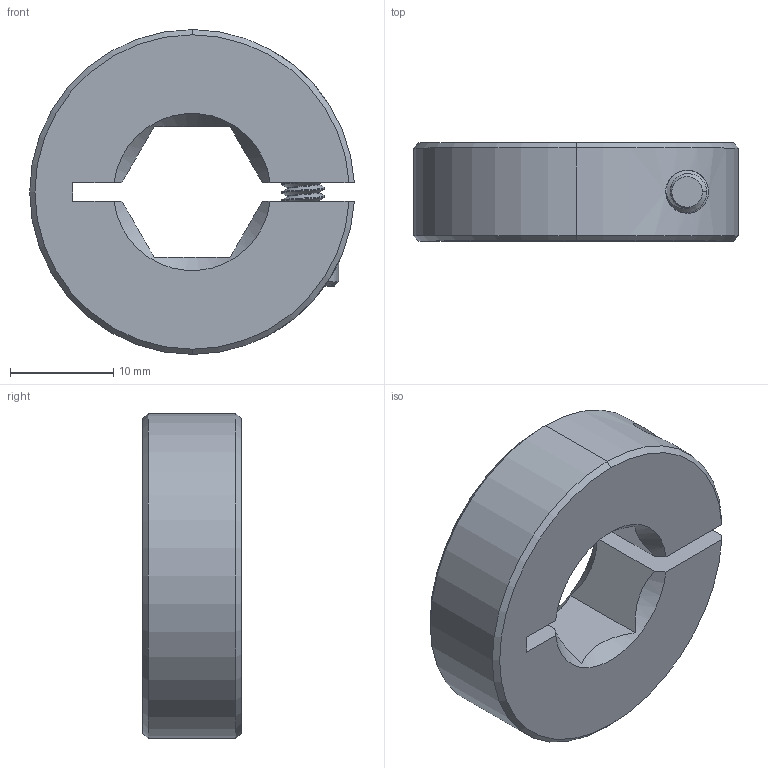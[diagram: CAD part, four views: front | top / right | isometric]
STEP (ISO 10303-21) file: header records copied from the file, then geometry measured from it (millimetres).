
FILE_DESCRIPTION (( 'STEP AP214' ), '1' );
FILE_NAME ('am-1238 Collar Clamp, 0.5'''' Hex Bore, Aluminum REV2.STEP', '2018-07-11T22:01:52', ( '' ), ( '' ), 'SwSTEP 2.0', 'SolidWorks 2018', '' );
FILE_SCHEMA (( 'AUTOMOTIVE_DESIGN' ));
Length unit declared in the file: inch
Products named in the file (3): am-1238 Screw Only_91251A194; am-1238 Collar Clamp, 0.5'''' Hex Bore, Aluminum REV2; am-1238 Clamp Only
Assembly tree (2 placements, depth 2):
  am-1238 Collar Clamp, 0.5'''' Hex Bore, Aluminum REV2
    am-1238 Clamp Only
    am-1238 Screw Only_91251A194
Bounding box: 31.47 x 9.53 x 31.5 mm (x, y, z)
Volume: 5602.5 mm3; surface area: 3388.1 mm2
Topology: 2 solids, 2 shells, 126 faces, 336 edges, 217 vertices
Faces by surface type: cylinder 76, cone 24, plane 24, bspline 2
Entity records: 5871 total; most frequent: CARTESIAN_POINT 3044, ORIENTED_EDGE 672, DIRECTION 469, EDGE_CURVE 336, VERTEX_POINT 217, AXIS2_PLACEMENT_3D 175, EDGE_LOOP 133, FACE_OUTER_BOUND 126
